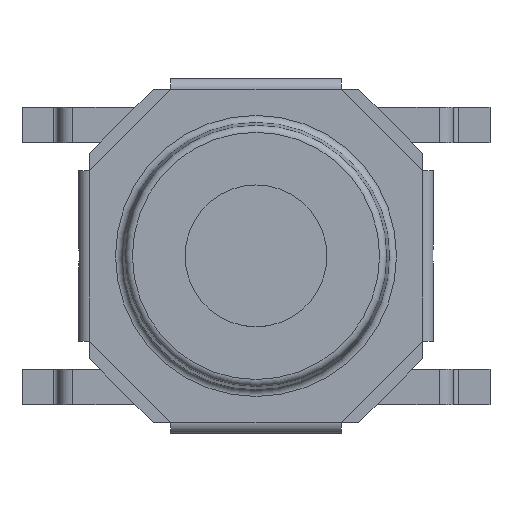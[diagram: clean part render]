
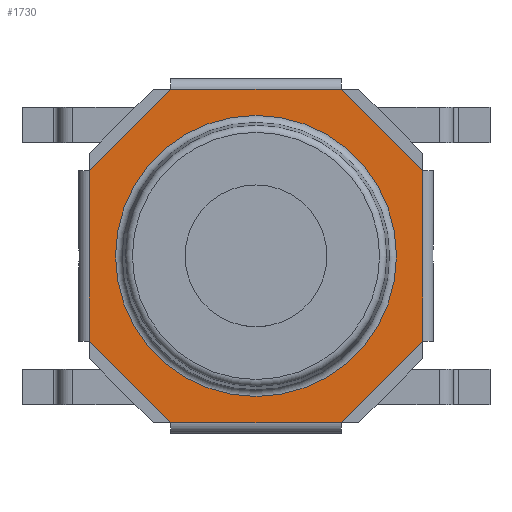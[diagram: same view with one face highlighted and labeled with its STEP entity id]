
A CAD part, top view. The second image highlights one B-rep face of the part: STEP entity #1730.
In plain terms, the highlighted planar face has unit normal (0, 0, 1).
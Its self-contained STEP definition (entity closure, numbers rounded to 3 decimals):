
#1654 = VERTEX_POINT('',#1655);
#1655 = CARTESIAN_POINT('',(-1.2,-2.35,0.76));
#1673 = VERTEX_POINT('',#1674);
#1674 = CARTESIAN_POINT('',(1.2,-2.35,0.76));
#1681 = EDGE_CURVE('',#1673,#1654,#1682,.T.);
#1682 = LINE('',#1683,#1684);
#1683 = CARTESIAN_POINT('',(1.2,-2.35,0.76));
#1684 = VECTOR('',#1685,1.);
#1685 = DIRECTION('',(-1.,0.,0.));
#1730 = ADVANCED_FACE('',(#1731,#1788),#1799,.T.);
#1731 = FACE_BOUND('',#1732,.T.);
#1732 = EDGE_LOOP('',(#1733,#1734,#1742,#1750,#1758,#1766,#1774,#1782));
#1733 = ORIENTED_EDGE('',*,*,#1681,.F.);
#1734 = ORIENTED_EDGE('',*,*,#1735,.T.);
#1735 = EDGE_CURVE('',#1673,#1736,#1738,.T.);
#1736 = VERTEX_POINT('',#1737);
#1737 = CARTESIAN_POINT('',(2.35,-1.2,0.76));
#1738 = LINE('',#1739,#1740);
#1739 = CARTESIAN_POINT('',(1.2,-2.35,0.76));
#1740 = VECTOR('',#1741,1.);
#1741 = DIRECTION('',(0.707,0.707,0.));
#1742 = ORIENTED_EDGE('',*,*,#1743,.F.);
#1743 = EDGE_CURVE('',#1744,#1736,#1746,.T.);
#1744 = VERTEX_POINT('',#1745);
#1745 = CARTESIAN_POINT('',(2.35,1.2,0.76));
#1746 = LINE('',#1747,#1748);
#1747 = CARTESIAN_POINT('',(2.35,1.2,0.76));
#1748 = VECTOR('',#1749,1.);
#1749 = DIRECTION('',(0.,-1.,0.));
#1750 = ORIENTED_EDGE('',*,*,#1751,.T.);
#1751 = EDGE_CURVE('',#1744,#1752,#1754,.T.);
#1752 = VERTEX_POINT('',#1753);
#1753 = CARTESIAN_POINT('',(1.2,2.35,0.76));
#1754 = LINE('',#1755,#1756);
#1755 = CARTESIAN_POINT('',(2.35,1.2,0.76));
#1756 = VECTOR('',#1757,1.);
#1757 = DIRECTION('',(-0.707,0.707,0.));
#1758 = ORIENTED_EDGE('',*,*,#1759,.F.);
#1759 = EDGE_CURVE('',#1760,#1752,#1762,.T.);
#1760 = VERTEX_POINT('',#1761);
#1761 = CARTESIAN_POINT('',(-1.2,2.35,0.76));
#1762 = LINE('',#1763,#1764);
#1763 = CARTESIAN_POINT('',(-1.2,2.35,0.76));
#1764 = VECTOR('',#1765,1.);
#1765 = DIRECTION('',(1.,0.,0.));
#1766 = ORIENTED_EDGE('',*,*,#1767,.T.);
#1767 = EDGE_CURVE('',#1760,#1768,#1770,.T.);
#1768 = VERTEX_POINT('',#1769);
#1769 = CARTESIAN_POINT('',(-2.35,1.2,0.76));
#1770 = LINE('',#1771,#1772);
#1771 = CARTESIAN_POINT('',(-1.2,2.35,0.76));
#1772 = VECTOR('',#1773,1.);
#1773 = DIRECTION('',(-0.707,-0.707,0.));
#1774 = ORIENTED_EDGE('',*,*,#1775,.F.);
#1775 = EDGE_CURVE('',#1776,#1768,#1778,.T.);
#1776 = VERTEX_POINT('',#1777);
#1777 = CARTESIAN_POINT('',(-2.35,-1.2,0.76));
#1778 = LINE('',#1779,#1780);
#1779 = CARTESIAN_POINT('',(-2.35,-1.2,0.76));
#1780 = VECTOR('',#1781,1.);
#1781 = DIRECTION('',(0.,1.,0.));
#1782 = ORIENTED_EDGE('',*,*,#1783,.T.);
#1783 = EDGE_CURVE('',#1776,#1654,#1784,.T.);
#1784 = LINE('',#1785,#1786);
#1785 = CARTESIAN_POINT('',(-2.35,-1.2,0.76));
#1786 = VECTOR('',#1787,1.);
#1787 = DIRECTION('',(0.707,-0.707,0.));
#1788 = FACE_BOUND('',#1789,.T.);
#1789 = EDGE_LOOP('',(#1790));
#1790 = ORIENTED_EDGE('',*,*,#1791,.F.);
#1791 = EDGE_CURVE('',#1792,#1792,#1794,.T.);
#1792 = VERTEX_POINT('',#1793);
#1793 = CARTESIAN_POINT('',(1.981,0.,0.76));
#1794 = CIRCLE('',#1795,1.981);
#1795 = AXIS2_PLACEMENT_3D('',#1796,#1797,#1798);
#1796 = CARTESIAN_POINT('',(0.,0.,0.76));
#1797 = DIRECTION('',(0.,0.,1.));
#1798 = DIRECTION('',(-1.,0.,0.));
#1799 = PLANE('',#1800);
#1800 = AXIS2_PLACEMENT_3D('',#1801,#1802,#1803);
#1801 = CARTESIAN_POINT('',(-2.585,-2.585,0.76));
#1802 = DIRECTION('',(0.,0.,1.));
#1803 = DIRECTION('',(1.,0.,0.));
